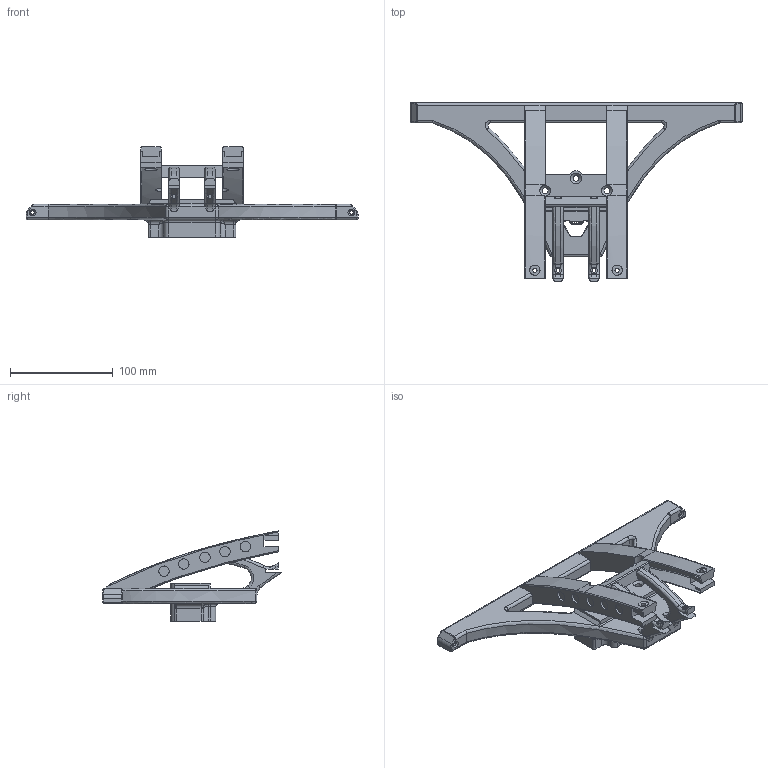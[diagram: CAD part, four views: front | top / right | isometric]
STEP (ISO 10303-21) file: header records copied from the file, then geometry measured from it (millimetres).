
FILE_DESCRIPTION(/* description */ ('Unknown'),/* implementation_level */ '2;1');
FILE_NAME(/* name */ 'Bodymount_hinten_2',/* time_stamp */ '2024-05-04T16:19:56+02:00',/* author */ ('Unknown'),/* organization */ ('Unknown'),/* preprocessor_version */ 'ST-DEVELOPER v18.104',/* originating_system */ 'Solid Edge',/* authorisation */ 'Unknown');
FILE_SCHEMA (('AUTOMOTIVE_DESIGN {1 0 10303 214 3 1 1}'));
Length unit declared in the file: millimetre
Products named in the file (1): Bodymount_hinten_2
Bounding box: 323 x 173.75 x 87.83 mm (x, y, z)
Volume: 451895.8 mm3; surface area: 93220 mm2
Topology: 1 solids, 1 shells, 395 faces, 1036 edges, 642 vertices
Faces by surface type: cylinder 123, plane 114, bspline 93, torus 56, cone 5, sphere 4
Full cylindrical faces by diameter (mm): 1.5 x6, 3.6 x6, 4.134 x4, 5.8 x3, 6.5 x2, 10.1 x10, 12 x2
Entity records: 13422 total; most frequent: CARTESIAN_POINT 4474, ORIENTED_EDGE 1934, DIRECTION 1697, EDGE_CURVE 967, AXIS2_PLACEMENT_3D 666, VERTEX_POINT 617, EDGE_LOOP 486, FACE_BOUND 486
